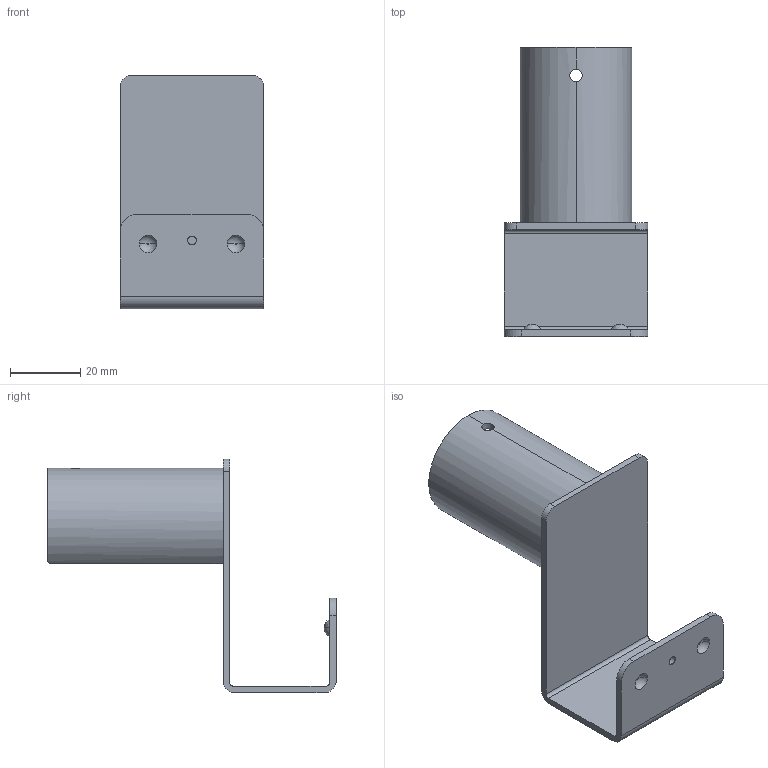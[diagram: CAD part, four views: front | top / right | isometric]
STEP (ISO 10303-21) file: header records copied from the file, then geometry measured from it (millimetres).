
FILE_DESCRIPTION (( 'STEP AP203' ), '1' );
FILE_NAME ('AL-FH-2028C Êðîíøòåéí äëÿ ñòàëüíîé íàïðàâëÿþùåé òèï N.STEP', '2025-03-26T09:54:33', ( '' ), ( '' ), 'SwSTEP 2.0', 'SolidWorks 2021', '' );
FILE_SCHEMA (( 'CONFIG_CONTROL_DESIGN' ));
Length unit declared in the file: millimetre
Products named in the file (1): AL-FH-2028C Êðîíøòåéí äëÿ ñòàëüíîé íàïðàâëÿþùåé òèï N
Bounding box: 41 x 82.3 x 66.6 mm (x, y, z)
Volume: 15942.6 mm3; surface area: 17692 mm2
Topology: 1 solids, 1 shells, 44 faces, 116 edges, 77 vertices
Faces by surface type: cylinder 19, plane 17, torus 6, bspline 2
Entity records: 1824 total; most frequent: CARTESIAN_POINT 664, ORIENTED_EDGE 232, DIRECTION 219, EDGE_CURVE 116, AXIS2_PLACEMENT_3D 86, VERTEX_POINT 77, EDGE_LOOP 51, VECTOR 47
